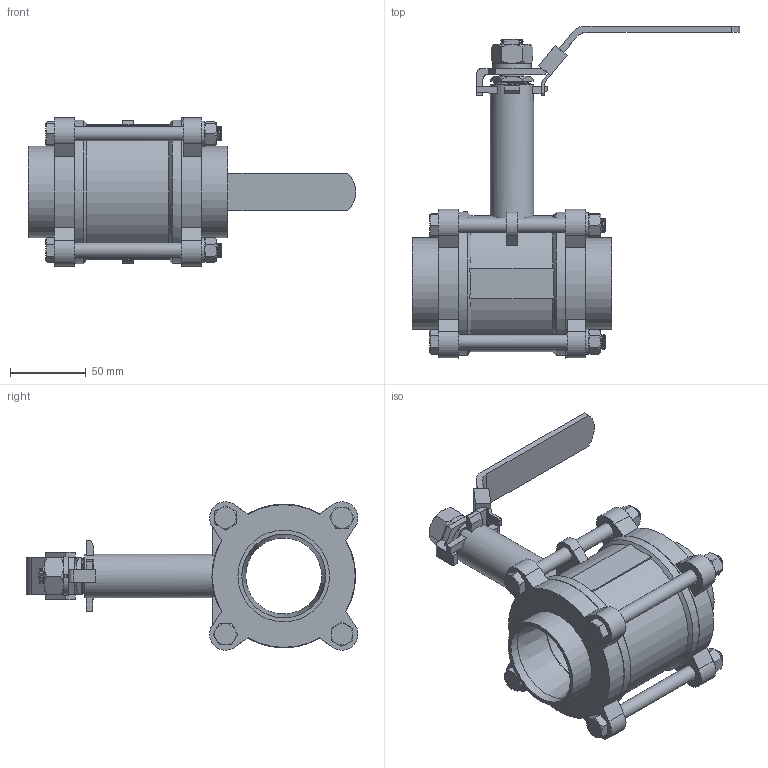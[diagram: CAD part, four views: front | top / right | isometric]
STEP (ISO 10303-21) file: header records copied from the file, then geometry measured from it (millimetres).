
FILE_DESCRIPTION(/* description */ ('Unknown'),/* implementation_level */ '2;1');
FILE_NAME(/* name */ 'R641-S-P-DN50',/* time_stamp */ '2021-08-12T17:12:03+08:00',/* author */ ('Unknown'),/* organization */ ('Unknown'),/* preprocessor_version */ 'ST-DEVELOPER v16.7',/* originating_system */ 'DEX',/* authorisation */ $);
FILE_SCHEMA (('AUTOMOTIVE_DESIGN {1 0 10303 214 3 1 1}'));
Length unit declared in the file: millimetre
Products named in the file (1): R641-S-P-DN50
Bounding box: 215.7 x 218.46 x 97.72 mm (x, y, z)
Volume: 618242.9 mm3; surface area: 122209.3 mm2
Topology: 1 solids, 1 shells, 553 faces, 1617 edges, 1053 vertices
Faces by surface type: plane 249, cylinder 119, cone 118, bspline 67
Full cylindrical faces by diameter (mm): 2 x1, 8 x1, 9.525 x16, 11 x10, 15.8 x1, 16.4 x1, 28.5 x1, 50.8 x1, 55.2 x2, 60.3 x2, 94.5 x2
Entity records: 38038 total; most frequent: CARTESIAN_POINT 25099, ORIENTED_EDGE 3100, DIRECTION 2171, EDGE_CURVE 1550, VERTEX_POINT 1035, AXIS2_PLACEMENT_3D 811, FACE_BOUND 623, EDGE_LOOP 622
